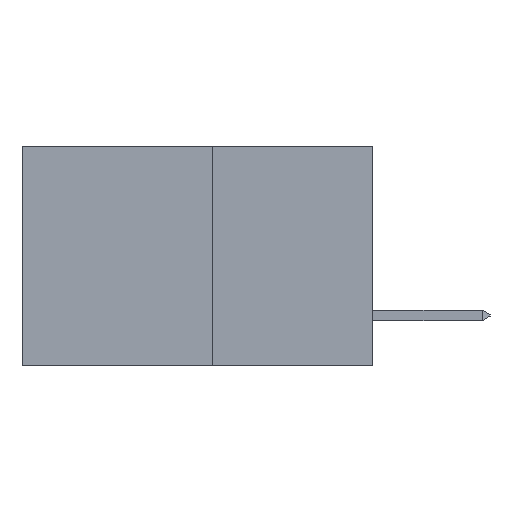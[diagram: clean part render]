
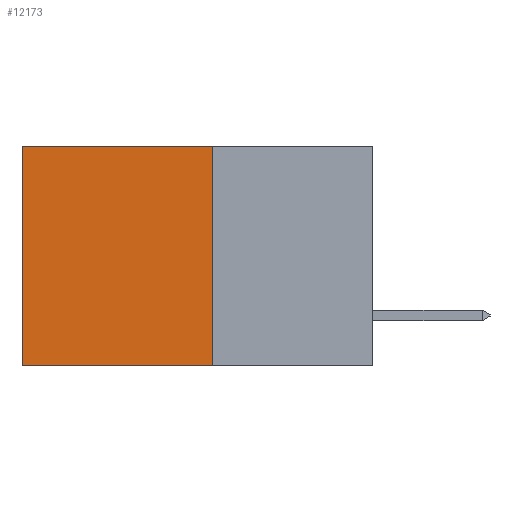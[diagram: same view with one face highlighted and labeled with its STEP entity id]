
A CAD part, left-side view. The second image highlights one B-rep face of the part: STEP entity #12173.
In plain terms, the highlighted planar face has unit normal (-1, 0, 0).
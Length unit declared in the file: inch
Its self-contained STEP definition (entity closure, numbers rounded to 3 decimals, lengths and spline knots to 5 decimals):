
#624 = EDGE_CURVE ( 'NONE', #26002, #12197, #15473, .T. ) ;
#719 = VECTOR ( 'NONE', #26155, 39.37008 ) ;
#1173 = LINE ( 'NONE', #22213, #10754 ) ;
#1469 = EDGE_CURVE ( 'NONE', #12197, #21264, #1173, .T. ) ;
#1896 = CARTESIAN_POINT ( 'NONE',  ( 0.277, 0.59, -0.37 ) ) ;
#2020 = CARTESIAN_POINT ( 'NONE',  ( 0.277, 0.27, -0.37 ) ) ;
#3111 = VECTOR ( 'NONE', #18216, 39.37008 ) ;
#4466 = FACE_OUTER_BOUND ( 'NONE', #9316, .T. ) ;
#4753 = VECTOR ( 'NONE', #16847, 39.37008 ) ;
#6232 = CARTESIAN_POINT ( 'NONE',  ( 0.277, 0.59, 0. ) ) ;
#7388 = VERTEX_POINT ( 'NONE', #8264 ) ;
#7807 = ORIENTED_EDGE ( 'NONE', *, *, #8540, .F. ) ;
#7884 = AXIS2_PLACEMENT_3D ( 'NONE', #16173, #22332, #10225 ) ;
#8090 = PLANE ( 'NONE',  #7884 ) ;
#8264 = CARTESIAN_POINT ( 'NONE',  ( 0.277, 0.27, -0.37 ) ) ;
#8461 = CARTESIAN_POINT ( 'NONE',  ( 0.277, 0.27, 0. ) ) ;
#8540 = EDGE_CURVE ( 'NONE', #7388, #21264, #11563, .T. ) ;
#9316 = EDGE_LOOP ( 'NONE', ( #12430, #7807, #16975, #22721 ) ) ;
#10225 = DIRECTION ( 'NONE',  ( 0., 0., -1. ) ) ;
#10754 = VECTOR ( 'NONE', #21473, 39.37008 ) ;
#11563 = LINE ( 'NONE', #20044, #719 ) ;
#12173 = ADVANCED_FACE ( 'NONE', ( #4466 ), #8090, .F. ) ;
#12197 = VERTEX_POINT ( 'NONE', #6232 ) ;
#12430 = ORIENTED_EDGE ( 'NONE', *, *, #1469, .T. ) ;
#14479 = LINE ( 'NONE', #2020, #3111 ) ;
#15473 = LINE ( 'NONE', #8461, #4753 ) ;
#16173 = CARTESIAN_POINT ( 'NONE',  ( 0.277, 0.27, -0.37 ) ) ;
#16847 = DIRECTION ( 'NONE',  ( 0., 1., 0. ) ) ;
#16975 = ORIENTED_EDGE ( 'NONE', *, *, #17610, .F. ) ;
#17610 = EDGE_CURVE ( 'NONE', #26002, #7388, #14479, .T. ) ;
#18216 = DIRECTION ( 'NONE',  ( 0., 0., -1. ) ) ;
#20044 = CARTESIAN_POINT ( 'NONE',  ( 0.277, 0.27, -0.37 ) ) ;
#20635 = CARTESIAN_POINT ( 'NONE',  ( 0.277, 0.27, 0. ) ) ;
#21264 = VERTEX_POINT ( 'NONE', #1896 ) ;
#21473 = DIRECTION ( 'NONE',  ( 0., 0., -1. ) ) ;
#22213 = CARTESIAN_POINT ( 'NONE',  ( 0.277, 0.59, -0.37 ) ) ;
#22332 = DIRECTION ( 'NONE',  ( 1., 0., 0. ) ) ;
#22721 = ORIENTED_EDGE ( 'NONE', *, *, #624, .T. ) ;
#26002 = VERTEX_POINT ( 'NONE', #20635 ) ;
#26155 = DIRECTION ( 'NONE',  ( 0., 1., 0. ) ) ;
